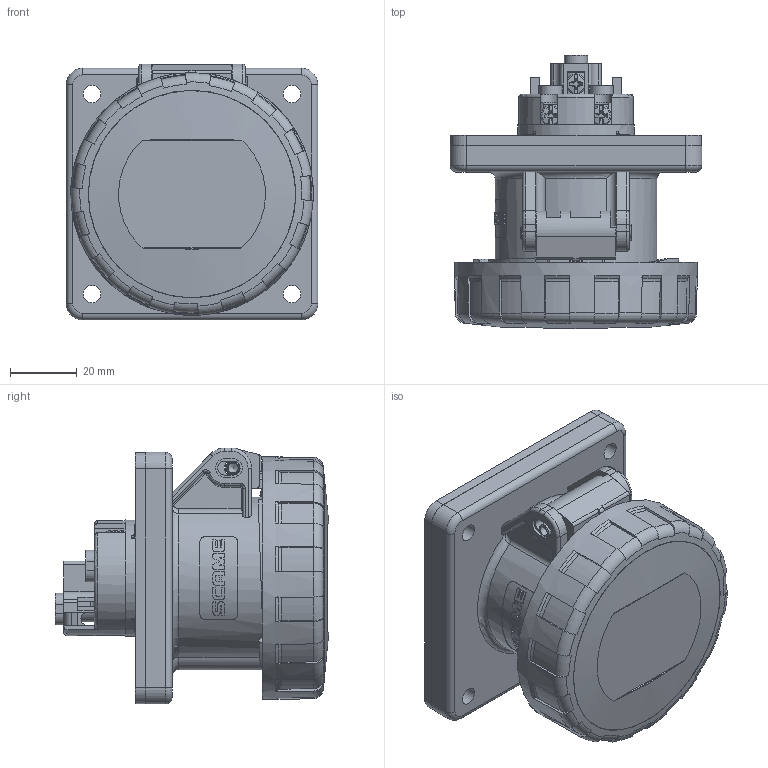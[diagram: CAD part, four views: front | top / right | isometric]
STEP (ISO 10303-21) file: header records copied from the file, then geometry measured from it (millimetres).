
FILE_DESCRIPTION(/* description */ (''),/* implementation_level */ '2;1');
FILE_NAME(/* name */ '4003636.stp',/* time_stamp */ '2020-02-12T08:03:48+01:00',/* author */ (''),/* organization */ (''),/* preprocessor_version */ 'ST-DEVELOPER v16.7',/* originating_system */ 'SIEMENS PLM Software NX 1892',/* authorisation */ '');
FILE_SCHEMA (('AUTOMOTIVE_DESIGN { 1 0 10303 214 3 1 1 1 }'));
Length unit declared in the file: millimetre
Products named in the file (1): BSOM4CC43EF4kun1
Bounding box: 75.5 x 81.97 x 76.75 mm (x, y, z)
Volume: 106291 mm3; surface area: 96800.5 mm2
Topology: 14 solids, 14 shells, 1916 faces, 5060 edges, 3179 vertices
Faces by surface type: plane 760, cylinder 571, torus 199, bspline 192, cone 137, sphere 57
Full cylindrical faces by diameter (mm): 1.875 x2, 2.5 x2, 2.7 x2, 3 x4, 3.5 x6, 3.6 x2, 3.7 x1, 4 x2, 4.3 x4, 4.4 x2, 5.2 x4, 5.4 x4, 6 x3, 7 x2, 7.1 x1, 9 x1, 35 x2, 39.4 x1, 43.4 x1, 62.1 x1, 62.2 x1, 67 x1
Entity records: 69090 total; most frequent: CARTESIAN_POINT 23280, ORIENTED_EDGE 9700, DIRECTION 9427, EDGE_CURVE 4850, AXIS2_PLACEMENT_3D 3616, VERTEX_POINT 3115, LINE 2195, VECTOR 2195
